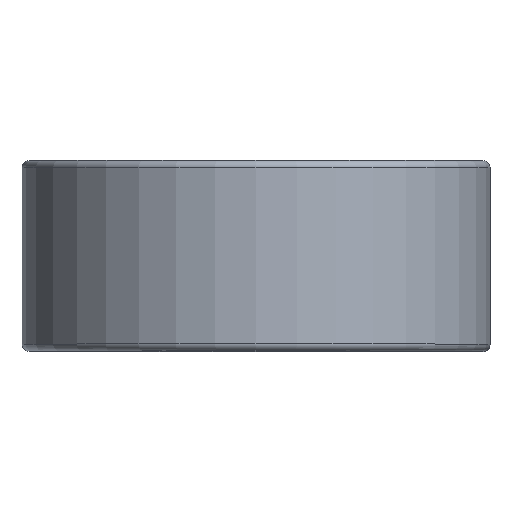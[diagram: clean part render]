
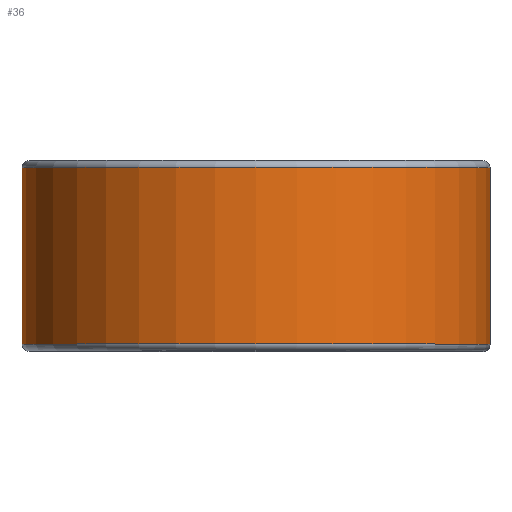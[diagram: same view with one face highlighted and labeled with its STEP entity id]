
A CAD part, top view. The second image highlights one B-rep face of the part: STEP entity #36.
In plain terms, the highlighted cylindrical face has radius 25.337 mm (diameter 50.673 mm), a partial arc.
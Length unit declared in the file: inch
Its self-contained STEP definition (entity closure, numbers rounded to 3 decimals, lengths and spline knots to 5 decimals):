
#36 = ADVANCED_FACE ( 'NONE', ( #1228 ), #2158, .T. ) ;
#105 = LINE ( 'NONE', #735, #1724 ) ;
#135 = DIRECTION ( 'NONE',  ( 0., 1., 0. ) ) ;
#288 = VERTEX_POINT ( 'NONE', #1446 ) ;
#291 = EDGE_LOOP ( 'NONE', ( #1641, #671, #1895, #1468 ) ) ;
#385 = CARTESIAN_POINT ( 'NONE',  ( 0., 0.37625, -0.9975 ) ) ;
#499 = AXIS2_PLACEMENT_3D ( 'NONE', #790, #1847, #1809 ) ;
#509 = VERTEX_POINT ( 'NONE', #800 ) ;
#522 = VERTEX_POINT ( 'NONE', #1608 ) ;
#567 = DIRECTION ( 'NONE',  ( 0., -1., 0. ) ) ;
#611 = AXIS2_PLACEMENT_3D ( 'NONE', #1610, #567, #1793 ) ;
#671 = ORIENTED_EDGE ( 'NONE', *, *, #724, .T. ) ;
#686 = EDGE_CURVE ( 'NONE', #509, #288, #1047, .T. ) ;
#724 = EDGE_CURVE ( 'NONE', #288, #1045, #998, .T. ) ;
#735 = CARTESIAN_POINT ( 'NONE',  ( 0., 0.37625, -0.9975 ) ) ;
#790 = CARTESIAN_POINT ( 'NONE',  ( 0., 0.375, 0. ) ) ;
#800 = CARTESIAN_POINT ( 'NONE',  ( 0.9975, -0.37625, 0. ) ) ;
#930 = DIRECTION ( 'NONE',  ( 0., -1., 0. ) ) ;
#998 = CIRCLE ( 'NONE', #611, 0.9975 ) ;
#1029 = VECTOR ( 'NONE', #135, 39.37008 ) ;
#1045 = VERTEX_POINT ( 'NONE', #385 ) ;
#1047 = LINE ( 'NONE', #2345, #1029 ) ;
#1228 = FACE_OUTER_BOUND ( 'NONE', #291, .T. ) ;
#1325 = AXIS2_PLACEMENT_3D ( 'NONE', #1989, #930, #2200 ) ;
#1375 = EDGE_CURVE ( 'NONE', #522, #1045, #105, .T. ) ;
#1400 = EDGE_CURVE ( 'NONE', #509, #522, #1407, .T. ) ;
#1407 = CIRCLE ( 'NONE', #1325, 0.9975 ) ;
#1446 = CARTESIAN_POINT ( 'NONE',  ( 0.9975, 0.37625, 0. ) ) ;
#1468 = ORIENTED_EDGE ( 'NONE', *, *, #1400, .F. ) ;
#1608 = CARTESIAN_POINT ( 'NONE',  ( 0., -0.37625, -0.9975 ) ) ;
#1610 = CARTESIAN_POINT ( 'NONE',  ( 0., 0.37625, 0. ) ) ;
#1641 = ORIENTED_EDGE ( 'NONE', *, *, #686, .T. ) ;
#1724 = VECTOR ( 'NONE', #2189, 39.37008 ) ;
#1793 = DIRECTION ( 'NONE',  ( 0., 0., -1. ) ) ;
#1809 = DIRECTION ( 'NONE',  ( 0., 0., -1. ) ) ;
#1847 = DIRECTION ( 'NONE',  ( 0., -1., 0. ) ) ;
#1895 = ORIENTED_EDGE ( 'NONE', *, *, #1375, .F. ) ;
#1989 = CARTESIAN_POINT ( 'NONE',  ( 0., -0.37625, 0. ) ) ;
#2158 = CYLINDRICAL_SURFACE ( 'NONE', #499, 0.9975 ) ;
#2189 = DIRECTION ( 'NONE',  ( 0., 1., 0. ) ) ;
#2200 = DIRECTION ( 'NONE',  ( 0., 0., -1. ) ) ;
#2345 = CARTESIAN_POINT ( 'NONE',  ( 0.9975, 0.37625, 0. ) ) ;
